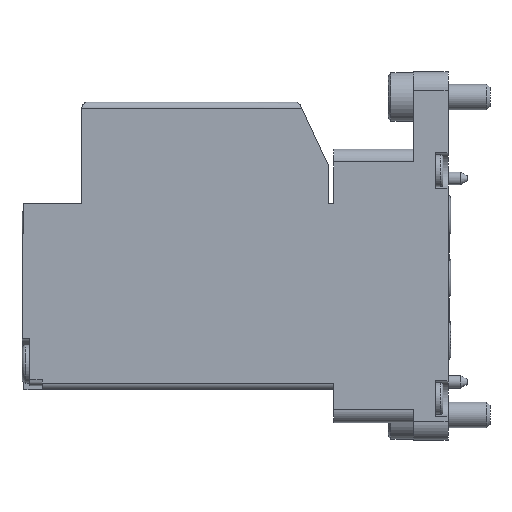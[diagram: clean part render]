
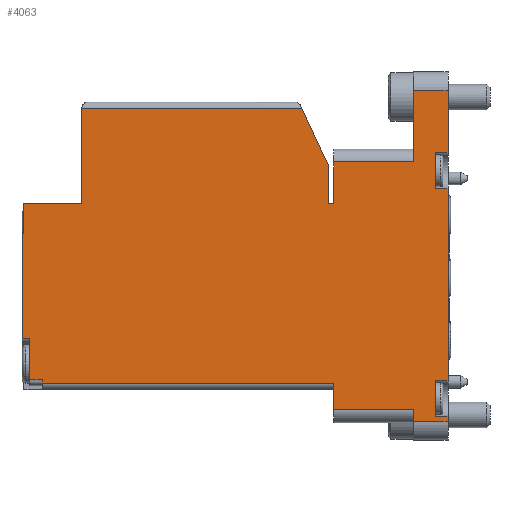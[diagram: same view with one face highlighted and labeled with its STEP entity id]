
A CAD part, left-side view. The second image highlights one B-rep face of the part: STEP entity #4063.
In plain terms, the highlighted planar face has unit normal (-1, 0, 0).
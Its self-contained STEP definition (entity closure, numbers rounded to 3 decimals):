
#386=ORIENTED_EDGE('',*,*,#1555,.F.);
#387=ORIENTED_EDGE('',*,*,#1556,.T.);
#388=ORIENTED_EDGE('',*,*,#1557,.T.);
#389=ORIENTED_EDGE('',*,*,#1526,.T.);
#390=ORIENTED_EDGE('',*,*,#1558,.F.);
#391=ORIENTED_EDGE('',*,*,#1559,.T.);
#392=ORIENTED_EDGE('',*,*,#1560,.T.);
#393=ORIENTED_EDGE('',*,*,#1522,.T.);
#394=ORIENTED_EDGE('',*,*,#1561,.F.);
#395=ORIENTED_EDGE('',*,*,#1562,.F.);
#396=ORIENTED_EDGE('',*,*,#1563,.F.);
#397=ORIENTED_EDGE('',*,*,#1564,.F.);
#398=ORIENTED_EDGE('',*,*,#1565,.F.);
#399=ORIENTED_EDGE('',*,*,#1566,.F.);
#400=ORIENTED_EDGE('',*,*,#1567,.F.);
#401=ORIENTED_EDGE('',*,*,#1568,.T.);
#402=ORIENTED_EDGE('',*,*,#1471,.F.);
#403=ORIENTED_EDGE('',*,*,#1569,.F.);
#404=ORIENTED_EDGE('',*,*,#1570,.F.);
#405=ORIENTED_EDGE('',*,*,#1571,.F.);
#406=ORIENTED_EDGE('',*,*,#1572,.F.);
#407=ORIENTED_EDGE('',*,*,#1573,.T.);
#408=ORIENTED_EDGE('',*,*,#1574,.F.);
#409=ORIENTED_EDGE('',*,*,#1575,.T.);
#410=ORIENTED_EDGE('',*,*,#1576,.F.);
#411=ORIENTED_EDGE('',*,*,#1577,.F.);
#412=ORIENTED_EDGE('',*,*,#1578,.F.);
#413=ORIENTED_EDGE('',*,*,#1579,.T.);
#414=ORIENTED_EDGE('',*,*,#1580,.F.);
#415=ORIENTED_EDGE('',*,*,#1581,.T.);
#416=ORIENTED_EDGE('',*,*,#1506,.T.);
#1471=EDGE_CURVE('',#2062,#2063,#2465,.T.);
#1506=EDGE_CURVE('',#2087,#2086,#2495,.T.);
#1522=EDGE_CURVE('',#2103,#2102,#2505,.T.);
#1526=EDGE_CURVE('',#2107,#2106,#2508,.T.);
#1555=EDGE_CURVE('',#2135,#2086,#2518,.T.);
#1556=EDGE_CURVE('',#2135,#2136,#2519,.T.);
#1557=EDGE_CURVE('',#2136,#2107,#2520,.T.);
#1558=EDGE_CURVE('',#2137,#2106,#2521,.T.);
#1559=EDGE_CURVE('',#2137,#2138,#2522,.T.);
#1560=EDGE_CURVE('',#2138,#2103,#2523,.T.);
#1561=EDGE_CURVE('',#2139,#2102,#2524,.T.);
#1562=EDGE_CURVE('',#2140,#2139,#2525,.T.);
#1563=EDGE_CURVE('',#2141,#2140,#2526,.T.);
#1564=EDGE_CURVE('',#2142,#2141,#2527,.T.);
#1565=EDGE_CURVE('',#2143,#2142,#2528,.T.);
#1566=EDGE_CURVE('',#2144,#2143,#2529,.T.);
#1567=EDGE_CURVE('',#2145,#2144,#2530,.T.);
#1568=EDGE_CURVE('',#2145,#2063,#2531,.T.);
#1569=EDGE_CURVE('',#2146,#2062,#2532,.T.);
#1570=EDGE_CURVE('',#2147,#2146,#2533,.T.);
#1571=EDGE_CURVE('',#2148,#2147,#2534,.T.);
#1572=EDGE_CURVE('',#2149,#2148,#2535,.T.);
#1573=EDGE_CURVE('',#2149,#2150,#2536,.T.);
#1574=EDGE_CURVE('',#2151,#2150,#2537,.T.);
#1575=EDGE_CURVE('',#2151,#2152,#2538,.T.);
#1576=EDGE_CURVE('',#2153,#2152,#2539,.T.);
#1577=EDGE_CURVE('',#2154,#2153,#2540,.T.);
#1578=EDGE_CURVE('',#2155,#2154,#2541,.T.);
#1579=EDGE_CURVE('',#2155,#2156,#2542,.T.);
#1580=EDGE_CURVE('',#2157,#2156,#2543,.T.);
#1581=EDGE_CURVE('',#2157,#2087,#2544,.T.);
#2062=VERTEX_POINT('',#5991);
#2063=VERTEX_POINT('',#5993);
#2086=VERTEX_POINT('',#6057);
#2087=VERTEX_POINT('',#6059);
#2102=VERTEX_POINT('',#6089);
#2103=VERTEX_POINT('',#6091);
#2106=VERTEX_POINT('',#6097);
#2107=VERTEX_POINT('',#6099);
#2135=VERTEX_POINT('',#6157);
#2136=VERTEX_POINT('',#6159);
#2137=VERTEX_POINT('',#6162);
#2138=VERTEX_POINT('',#6164);
#2139=VERTEX_POINT('',#6167);
#2140=VERTEX_POINT('',#6169);
#2141=VERTEX_POINT('',#6171);
#2142=VERTEX_POINT('',#6173);
#2143=VERTEX_POINT('',#6175);
#2144=VERTEX_POINT('',#6177);
#2145=VERTEX_POINT('',#6179);
#2146=VERTEX_POINT('',#6182);
#2147=VERTEX_POINT('',#6184);
#2148=VERTEX_POINT('',#6186);
#2149=VERTEX_POINT('',#6188);
#2150=VERTEX_POINT('',#6190);
#2151=VERTEX_POINT('',#6192);
#2152=VERTEX_POINT('',#6194);
#2153=VERTEX_POINT('',#6196);
#2154=VERTEX_POINT('',#6198);
#2155=VERTEX_POINT('',#6200);
#2156=VERTEX_POINT('',#6202);
#2157=VERTEX_POINT('',#6204);
#2465=LINE('',#5992,#2897);
#2495=LINE('',#6058,#2927);
#2505=LINE('',#6090,#2937);
#2508=LINE('',#6098,#2940);
#2518=LINE('',#6156,#2950);
#2519=LINE('',#6158,#2951);
#2520=LINE('',#6160,#2952);
#2521=LINE('',#6161,#2953);
#2522=LINE('',#6163,#2954);
#2523=LINE('',#6165,#2955);
#2524=LINE('',#6166,#2956);
#2525=LINE('',#6168,#2957);
#2526=LINE('',#6170,#2958);
#2527=LINE('',#6172,#2959);
#2528=LINE('',#6174,#2960);
#2529=LINE('',#6176,#2961);
#2530=LINE('',#6178,#2962);
#2531=LINE('',#6180,#2963);
#2532=LINE('',#6181,#2964);
#2533=LINE('',#6183,#2965);
#2534=LINE('',#6185,#2966);
#2535=LINE('',#6187,#2967);
#2536=LINE('',#6189,#2968);
#2537=LINE('',#6191,#2969);
#2538=LINE('',#6193,#2970);
#2539=LINE('',#6195,#2971);
#2540=LINE('',#6197,#2972);
#2541=LINE('',#6199,#2973);
#2542=LINE('',#6201,#2974);
#2543=LINE('',#6203,#2975);
#2544=LINE('',#6205,#2976);
#2897=VECTOR('',#4741,1000.);
#2927=VECTOR('',#4795,1000.);
#2937=VECTOR('',#4817,1000.);
#2940=VECTOR('',#4822,1000.);
#2950=VECTOR('',#4872,1000.);
#2951=VECTOR('',#4873,1000.);
#2952=VECTOR('',#4874,1000.);
#2953=VECTOR('',#4875,1000.);
#2954=VECTOR('',#4876,1000.);
#2955=VECTOR('',#4877,1000.);
#2956=VECTOR('',#4878,1000.);
#2957=VECTOR('',#4879,1000.);
#2958=VECTOR('',#4880,1000.);
#2959=VECTOR('',#4881,1000.);
#2960=VECTOR('',#4882,1000.);
#2961=VECTOR('',#4883,1000.);
#2962=VECTOR('',#4884,1000.);
#2963=VECTOR('',#4885,1000.);
#2964=VECTOR('',#4886,1000.);
#2965=VECTOR('',#4887,1000.);
#2966=VECTOR('',#4888,1000.);
#2967=VECTOR('',#4889,1000.);
#2968=VECTOR('',#4890,1000.);
#2969=VECTOR('',#4891,1000.);
#2970=VECTOR('',#4892,1000.);
#2971=VECTOR('',#4893,1000.);
#2972=VECTOR('',#4894,1000.);
#2973=VECTOR('',#4895,1000.);
#2974=VECTOR('',#4896,1000.);
#2975=VECTOR('',#4897,1000.);
#2976=VECTOR('',#4898,1000.);
#3316=EDGE_LOOP('',(#386,#387,#388,#389,#390,#391,#392,#393,#394,#395,#396,
#397,#398,#399,#400,#401,#402,#403,#404,#405,#406,#407,#408,#409,#410,#411,
#412,#413,#414,#415,#416));
#3612=FACE_BOUND('',#3316,.T.);
#3898=PLANE('',#4350);
#4063=ADVANCED_FACE('',(#3612),#3898,.F.);
#4350=AXIS2_PLACEMENT_3D('',#6155,#4870,#4871);
#4741=DIRECTION('',(0.,0.,1.));
#4795=DIRECTION('',(0.,0.,1.));
#4817=DIRECTION('',(0.,0.,1.));
#4822=DIRECTION('',(0.,0.,1.));
#4870=DIRECTION('',(1.,0.,0.));
#4871=DIRECTION('',(0.,0.,-1.));
#4872=DIRECTION('',(0.,-1.,0.));
#4873=DIRECTION('',(0.,0.,1.));
#4874=DIRECTION('',(0.,-1.,0.));
#4875=DIRECTION('',(0.,-1.,0.));
#4876=DIRECTION('',(0.,0.,1.));
#4877=DIRECTION('',(0.,-1.,0.));
#4878=DIRECTION('',(0.,-1.,0.));
#4879=DIRECTION('',(0.,0.,1.));
#4880=DIRECTION('',(0.,-1.,0.));
#4881=DIRECTION('',(0.,0.,1.));
#4882=DIRECTION('',(0.,-1.,0.));
#4883=DIRECTION('',(0.,0.,-1.));
#4884=DIRECTION('',(0.,-0.423,-0.906));
#4885=DIRECTION('',(0.,1.,0.));
#4886=DIRECTION('',(0.,-1.,0.));
#4887=DIRECTION('',(0.,0.,1.));
#4888=DIRECTION('',(0.,-1.,0.));
#4889=DIRECTION('',(0.,0.,1.));
#4890=DIRECTION('',(0.,-1.,0.));
#4891=DIRECTION('',(0.,0.,1.));
#4892=DIRECTION('',(0.,-1.,0.));
#4893=DIRECTION('',(0.,0.,1.));
#4894=DIRECTION('',(0.,1.,0.));
#4895=DIRECTION('',(0.,0.,1.));
#4896=DIRECTION('',(0.,-1.,0.));
#4897=DIRECTION('',(0.,0.,1.));
#4898=DIRECTION('',(0.,-1.,0.));
#5991=CARTESIAN_POINT('',(-5.,28.8,4.1));
#5992=CARTESIAN_POINT('',(-5.,28.8,4.1));
#5993=CARTESIAN_POINT('',(-5.,28.8,11.6));
#6057=CARTESIAN_POINT('',(-5.,0.,-12.6));
#6058=CARTESIAN_POINT('',(-5.,0.,-14.5));
#6059=CARTESIAN_POINT('',(-5.,0.,-13.));
#6089=CARTESIAN_POINT('',(-5.,0.,13.));
#6090=CARTESIAN_POINT('',(-5.,0.,-14.5));
#6091=CARTESIAN_POINT('',(-5.,0.,8.1));
#6097=CARTESIAN_POINT('',(-5.,0.,5.3));
#6098=CARTESIAN_POINT('',(-5.,0.,-14.5));
#6099=CARTESIAN_POINT('',(-5.,0.,-9.8));
#6155=CARTESIAN_POINT('',(-5.,2.7,-14.5));
#6156=CARTESIAN_POINT('',(-5.,1.,-12.6));
#6157=CARTESIAN_POINT('',(-5.,1.,-12.6));
#6158=CARTESIAN_POINT('',(-5.,1.,-12.6));
#6159=CARTESIAN_POINT('',(-5.,1.,-9.8));
#6160=CARTESIAN_POINT('',(-5.,1.,-9.8));
#6161=CARTESIAN_POINT('',(-5.,1.,5.3));
#6162=CARTESIAN_POINT('',(-5.,1.,5.3));
#6163=CARTESIAN_POINT('',(-5.,1.,5.3));
#6164=CARTESIAN_POINT('',(-5.,1.,8.1));
#6165=CARTESIAN_POINT('',(-5.,1.,8.1));
#6166=CARTESIAN_POINT('',(-5.,2.7,13.));
#6167=CARTESIAN_POINT('',(-5.,2.7,13.));
#6168=CARTESIAN_POINT('',(-5.,2.7,-14.5));
#6169=CARTESIAN_POINT('',(-5.,2.7,7.4));
#6170=CARTESIAN_POINT('',(-5.,9.,7.4));
#6171=CARTESIAN_POINT('',(-5.,9.,7.4));
#6172=CARTESIAN_POINT('',(-5.,9.,-14.1));
#6173=CARTESIAN_POINT('',(-5.,9.,4.1));
#6174=CARTESIAN_POINT('',(-5.,9.4,4.1));
#6175=CARTESIAN_POINT('',(-5.,9.4,4.1));
#6176=CARTESIAN_POINT('',(-5.,9.4,7.1));
#6177=CARTESIAN_POINT('',(-5.,9.4,7.1));
#6178=CARTESIAN_POINT('',(-5.,11.732,12.1));
#6179=CARTESIAN_POINT('',(-5.,11.498,11.6));
#6180=CARTESIAN_POINT('',(-5.,9.,11.6));
#6181=CARTESIAN_POINT('',(-5.,33.35,4.1));
#6182=CARTESIAN_POINT('',(-5.,33.35,4.1));
#6183=CARTESIAN_POINT('',(-5.,33.35,1.8));
#6184=CARTESIAN_POINT('',(-5.,33.35,1.8));
#6185=CARTESIAN_POINT('',(-5.,33.5,1.8));
#6186=CARTESIAN_POINT('',(-5.,33.5,1.8));
#6187=CARTESIAN_POINT('',(-5.,33.5,-8.2));
#6188=CARTESIAN_POINT('',(-5.,33.5,-6.5));
#6189=CARTESIAN_POINT('',(-5.,33.5,-6.5));
#6190=CARTESIAN_POINT('',(-5.,32.9,-6.5));
#6191=CARTESIAN_POINT('',(-5.,32.9,-9.7));
#6192=CARTESIAN_POINT('',(-5.,32.9,-9.7));
#6193=CARTESIAN_POINT('',(-5.,32.9,-9.7));
#6194=CARTESIAN_POINT('',(-5.,31.9,-9.7));
#6195=CARTESIAN_POINT('',(-5.,31.9,-10.5));
#6196=CARTESIAN_POINT('',(-5.,31.9,-10.));
#6197=CARTESIAN_POINT('',(-5.,9.,-10.));
#6198=CARTESIAN_POINT('',(-5.,9.,-10.));
#6199=CARTESIAN_POINT('',(-5.,9.,-14.1));
#6200=CARTESIAN_POINT('',(-5.,9.,-12.1));
#6201=CARTESIAN_POINT('',(-5.,9.,-12.1));
#6202=CARTESIAN_POINT('',(-5.,2.7,-12.1));
#6203=CARTESIAN_POINT('',(-5.,2.7,-14.5));
#6204=CARTESIAN_POINT('',(-5.,2.7,-13.));
#6205=CARTESIAN_POINT('',(-5.,2.7,-13.));
